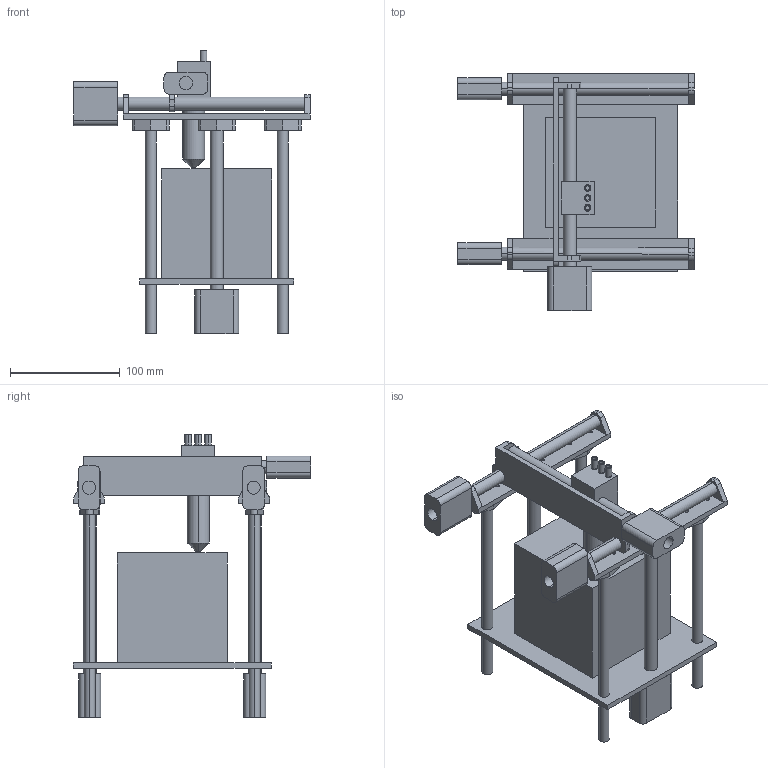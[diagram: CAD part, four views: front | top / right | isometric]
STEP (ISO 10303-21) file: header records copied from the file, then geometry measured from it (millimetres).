
FILE_DESCRIPTION(('CATIA V5 STEP Exchange'),'2;1');
FILE_NAME('Prototipo2.stp','2016-05-01T18:27:51+00:00',('none'),('none'),'CATIA Version 5 Release 19 SP 2 (IN-10)','CATIA V5 STEP AP203','none');
FILE_SCHEMA(('CONFIG_CONTROL_DESIGN'));
Length unit declared in the file: millimetre
Products named in the file (1): Prototipo_1
Assembly tree (27 placements, depth 2):
  Prototipo_1
    #58
    #378
    #943  x4
    #1092  x5
    #1211  x5
    #1598  x5
    #2079
    #2530  x2
    #3645
    #4766
    #5526
Bounding box: 215.06 x 216 x 258 mm (x, y, z)
Volume: 2570290.8 mm3; surface area: 335498.6 mm2
Topology: 27 solids, 27 shells, 343 faces, 834 edges, 552 vertices
Faces by surface type: cylinder 180, plane 159, extrusion 2, cone 2
Entity records: 5484 total; most frequent: CARTESIAN_POINT 933, ORIENTED_EDGE 872, DIRECTION 806, EDGE_CURVE 436, AXIS2_PLACEMENT_3D 369, VERTEX_POINT 288, VECTOR 250, LINE 248
